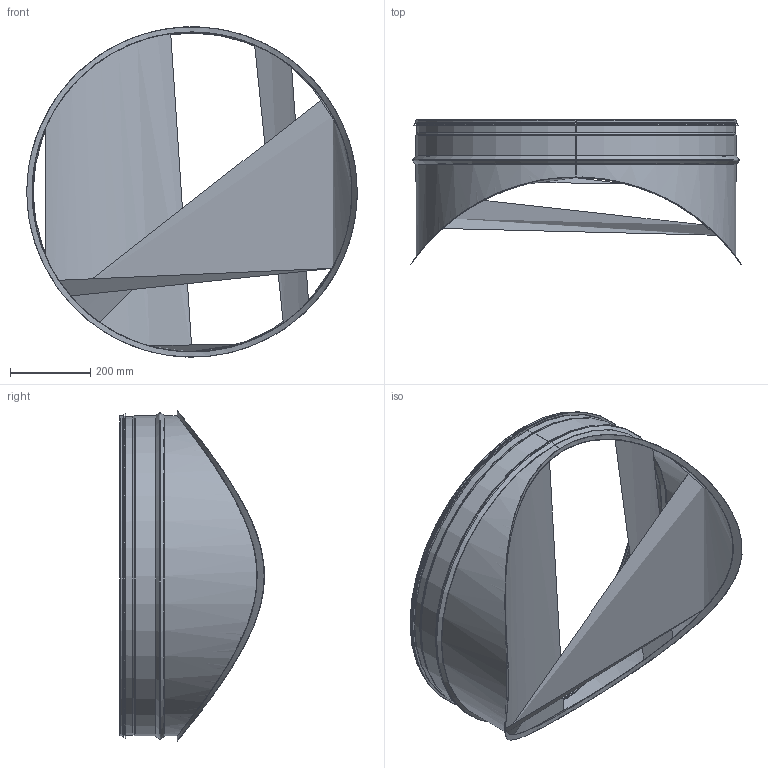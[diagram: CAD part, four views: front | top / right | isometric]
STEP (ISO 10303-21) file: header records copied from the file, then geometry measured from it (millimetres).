
FILE_DESCRIPTION((''),'2;1');
FILE_NAME('HPS-1000-800.stp','2014-02-24T07:57:11',(''),(''),'Autodesk Inventor 2013','Autodesk Inventor 2013','');
FILE_SCHEMA(('AUTOMOTIVE_DESIGN { 1 2 10303 214 0 1 1 1 }'));
Length unit declared in the file: millimetre
Products named in the file (5): HPS-1000-800; 999012; HPSRörämne_1000-800; HPSRörämnesdel_1000-800; SvepHPS-1000-800
Assembly tree (4 placements, depth 3):
  HPS-1000-800
    999012
    HPSRörämne_1000-800
      HPSRörämnesdel_1000-800
      SvepHPS-1000-800
Bounding box: 824.65 x 361.72 x 824.27 mm (x, y, z)
Volume: 415601.5 mm3; surface area: 1486063.9 mm2
Topology: 3 solids, 3 shells, 85 faces, 165 edges, 89 vertices
Faces by surface type: plane 36, torus 20, cylinder 19, cone 10
Full cylindrical faces by diameter (mm): 792.85 x1, 793.85 x1, 795.05 x1, 797.65 x6, 798.65 x4, 804.05 x1, 809.05 x1, 824.65 x1
Entity records: 3000 total; most frequent: CARTESIAN_POINT 1062, DIRECTION 406, ORIENTED_EDGE 298, AXIS2_PLACEMENT_3D 171, EDGE_CURVE 149, EDGE_LOOP 108, VERTEX_POINT 89, STYLED_ITEM 88
